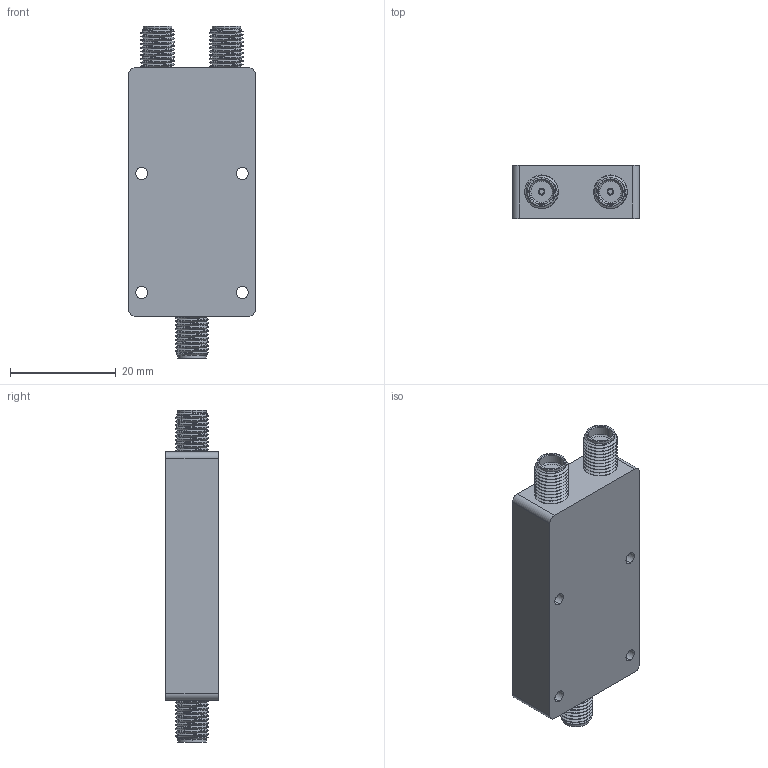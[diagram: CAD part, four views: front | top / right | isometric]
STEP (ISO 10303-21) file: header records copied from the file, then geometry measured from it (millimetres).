
FILE_DESCRIPTION (( 'STEP AP203' ), '1' );
FILE_NAME ('PE20DV005.step', '2019-09-18T17:22:34', ( '' ), ( '' ), 'SwSTEP 2.0', 'SolidWorks 2018', '' );
FILE_SCHEMA (( 'CONFIG_CONTROL_DESIGN' ));
Length unit declared in the file: inch
Products named in the file (1): PE20DV005
Bounding box: 24 x 10.05 x 62.75 mm (x, y, z)
Volume: 11645.8 mm3; surface area: 4755.7 mm2
Topology: 1 solids, 1 shells, 396 faces, 1056 edges, 698 vertices
Faces by surface type: plane 163, bspline 112, cylinder 100, cone 21
Entity records: 21706 total; most frequent: CARTESIAN_POINT 12823, ORIENTED_EDGE 2112, DIRECTION 1362, EDGE_CURVE 1056, VERTEX_POINT 698, VECTOR 596, LINE 596, EDGE_LOOP 440
